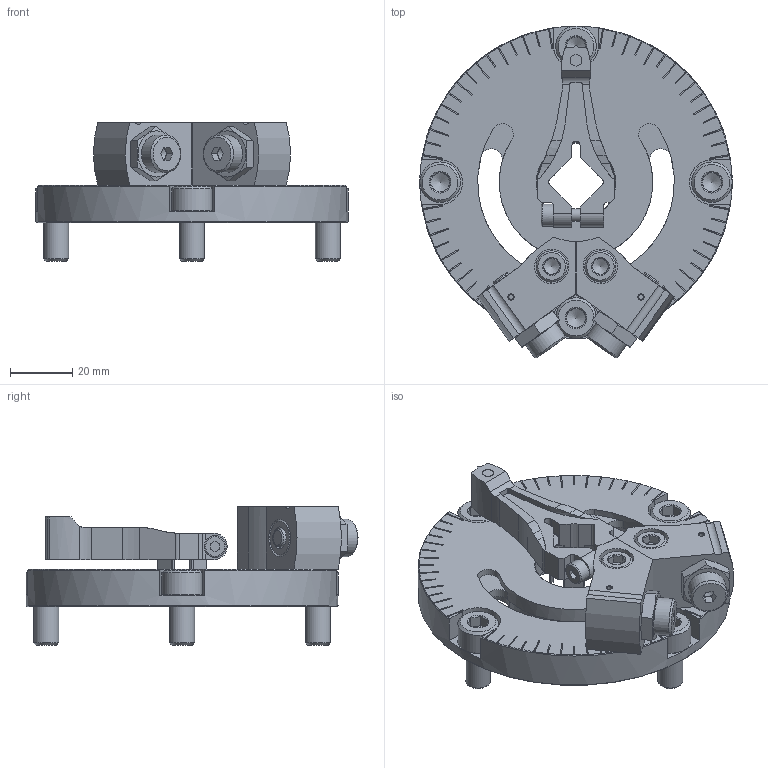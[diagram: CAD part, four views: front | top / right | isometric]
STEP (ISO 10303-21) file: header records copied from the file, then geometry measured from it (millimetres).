
FILE_DESCRIPTION(/* description */ ('STEP AP214'),/* implementation_level */ '2;1');
FILE_NAME(/* name */ '2536506_DADP-ES-Q12-40',/* time_stamp */ '2024-08-12T19:56:41+02:00',/* author */ ('License CC BY-ND 4.0'),/* organization */ ('CADENAS'),/* preprocessor_version */ 'ST-DEVELOPER v19.3',/* originating_system */ 'PARTsolutions',/* authorisation */ ' ');
FILE_SCHEMA (('AUTOMOTIVE_DESIGN {1 0 10303 214 3 1 1}'));
Length unit declared in the file: millimetre
Products named in the file (11): 2536506 DADP-ES-Q12-40---(270_0); 2748212 DADP-ES-Q12-40---(270)_geh; DIN-912 - M8x16(F); 2834053 DADP-ES-Q12-40_heb; 704064 DSM-32-BL---(HZ); 710517 DSM-32-P-B; 371075 SLT-16; DIN-912 - M6x25(F); 342622 DSM-32_NS; 348987 SPZ-20 M12X1-4-15; 704065 DSM-32-BR---(HZ)
Assembly tree (18 placements, depth 2):
  2536506 DADP-ES-Q12-40---(270_0)
    2748212 DADP-ES-Q12-40---(270)_geh
    DIN-912 - M8x16(F)  x4
    2834053 DADP-ES-Q12-40_heb
    704064 DSM-32-BL---(HZ)
    710517 DSM-32-P-B  x2
    371075 SLT-16  x2
    DIN-912 - M6x25(F)  x2
    342622 DSM-32_NS  x2
    348987 SPZ-20 M12X1-4-15  x2
    704065 DSM-32-BR---(HZ)
Bounding box: 100 x 106.29 x 44.4 mm (x, y, z)
Volume: 104146.6 mm3; surface area: 45348 mm2
Topology: 18 solids, 18 shells, 775 faces, 2010 edges, 1287 vertices
Faces by surface type: plane 508, cylinder 157, cone 104, torus 6
Full cylindrical faces by diameter (mm): 1.567 x2, 3.6 x1, 3.7 x2, 4 x1, 4.917 x2, 6 x2, 6.6 x2, 7 x3, 8 x4, 8.3 x4, 10 x2, 10.917 x4, 11 x2, 12 x2, 13 x4, 25 x1, 30.1 x1, 100 x1
Entity records: 20654 total; most frequent: CARTESIAN_POINT 3909, ORIENTED_EDGE 3216, DIRECTION 3179, EDGE_CURVE 1608, AXIS2_PLACEMENT_3D 1107, VERTEX_POINT 1092, LINE 965, VECTOR 965
